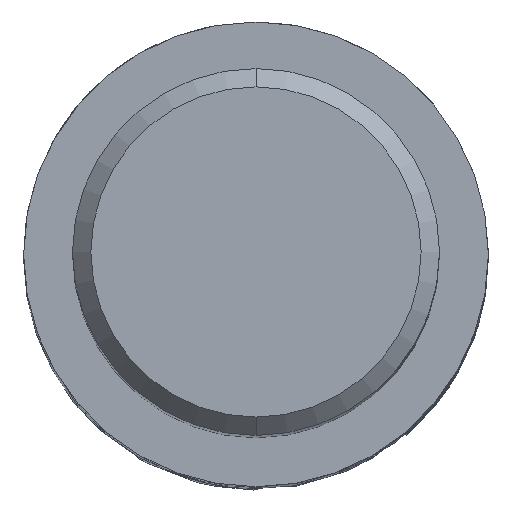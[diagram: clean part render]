
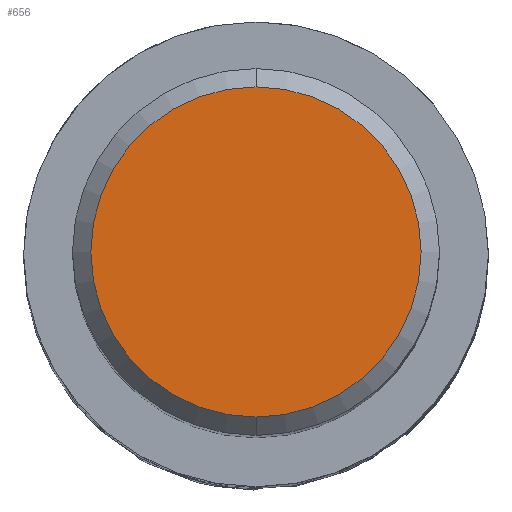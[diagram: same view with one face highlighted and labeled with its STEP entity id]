
A CAD part, top view. The second image highlights one B-rep face of the part: STEP entity #656.
In plain terms, the highlighted planar face has unit normal (0, 0, 1).
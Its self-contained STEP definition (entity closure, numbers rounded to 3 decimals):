
#512=EDGE_CURVE('',#568,#734,#1088,.T.);
#568=VERTEX_POINT('',#1149);
#656=ADVANCED_FACE('',(#1246),#1247,.T.);
#734=VERTEX_POINT('',#1334);
#756=EDGE_CURVE('',#734,#568,#1359,.T.);
#1088=CIRCLE('',#2859,5.4);
#1149=CARTESIAN_POINT('',(0.0,5.4,0.0));
#1246=FACE_OUTER_BOUND('',#4602,.T.);
#1247=PLANE('',#4603);
#1334=CARTESIAN_POINT('',(0.,-5.4,0.0));
#1359=CIRCLE('',#5542,5.4);
#2859=AXIS2_PLACEMENT_3D('',#6113,#6114,#6115);
#4602=EDGE_LOOP('',(#6288,#6289));
#4603=AXIS2_PLACEMENT_3D('',#6290,#6291,#6292);
#5542=AXIS2_PLACEMENT_3D('',#6409,#6410,#6411);
#6113=CARTESIAN_POINT('',(0.0,0.0,0.0));
#6114=DIRECTION('',(0.0,0.0,-1.0));
#6115=DIRECTION('',(0.0,1.0,0.0));
#6288=ORIENTED_EDGE('',*,*,#512,.F.);
#6289=ORIENTED_EDGE('',*,*,#756,.F.);
#6290=CARTESIAN_POINT('',(0.0,2.7,0.0));
#6291=DIRECTION('',(-0.0,0.0,1.0));
#6292=DIRECTION('',(0.0,-1.0,0.0));
#6409=CARTESIAN_POINT('',(0.0,0.0,0.0));
#6410=DIRECTION('',(0.0,0.0,-1.0));
#6411=DIRECTION('',(0.0,1.0,0.0));
